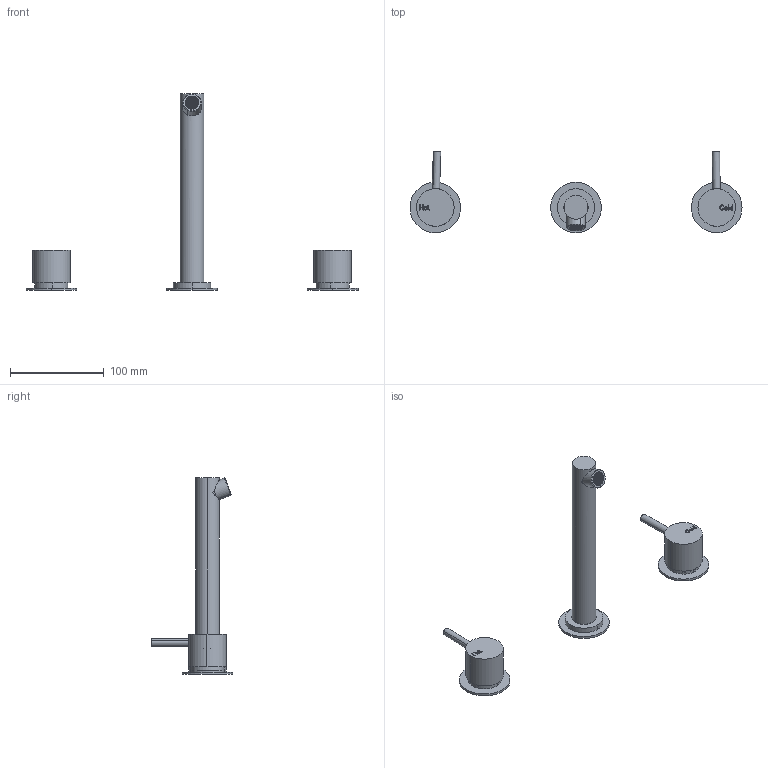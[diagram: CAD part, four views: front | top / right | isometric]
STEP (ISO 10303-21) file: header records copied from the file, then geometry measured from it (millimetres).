
FILE_DESCRIPTION (( 'STEP AP214' ), '1' );
FILE_NAME ('SUSSEX_SCALA_SBASQ2_bath_set_200mm_shell.STEP', '2021-07-15T02:45:54', ( '' ), ( '' ), 'SwSTEP 2.0', 'SolidWorks 2020', '' );
FILE_SCHEMA (( 'AUTOMOTIVE_DESIGN' ));
Length unit declared in the file: millimetre
Products named in the file (1): SUSSEX_SCALA_SBASQ2_bath_set_200mm_shell
Bounding box: 354 x 87.09 x 210 mm (x, y, z)
Volume: 189766.2 mm3; surface area: 69082.5 mm2
Topology: 13 solids, 13 shells, 2082 faces, 6200 edges, 4118 vertices
Faces by surface type: plane 1881, cylinder 107, bspline 57, cone 37
Entity records: 71359 total; most frequent: CARTESIAN_POINT 13837, ORIENTED_EDGE 12400, DIRECTION 10492, EDGE_CURVE 6200, LINE 5720, VECTOR 5720, VERTEX_POINT 4118, EDGE_LOOP 2692
